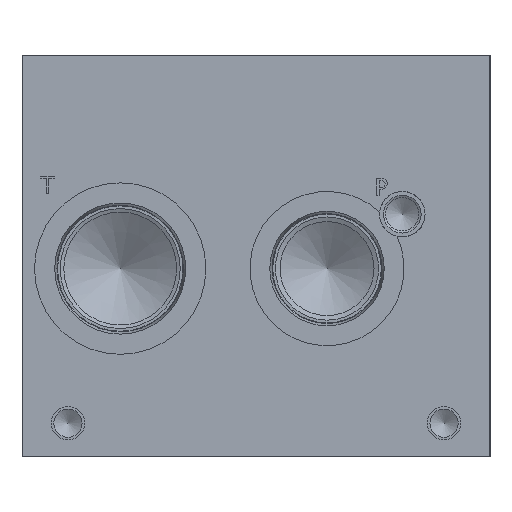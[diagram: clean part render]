
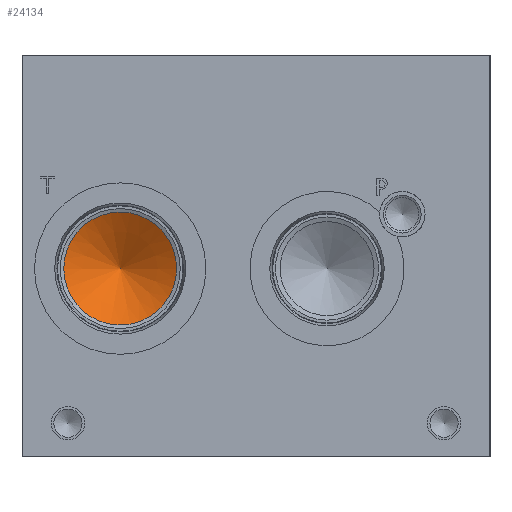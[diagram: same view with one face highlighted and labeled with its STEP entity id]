
A CAD part, left-side view. The second image highlights one B-rep face of the part: STEP entity #24134.
In plain terms, the highlighted conical face has half-angle 60 degrees and reference radius 10.719 mm.
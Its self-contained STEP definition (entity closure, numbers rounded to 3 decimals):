
#441=CONICAL_SURFACE('',#26061,10.719,1.047);
#1553=CIRCLE('',#26062,21.438);
#1554=CIRCLE('',#26063,21.438);
#3586=FACE_OUTER_BOUND('',#5046,.T.);
#5046=EDGE_LOOP('',(#21242,#21243,#21244,#21245));
#7131=LINE('',#41986,#9110);
#9110=VECTOR('',#31855,10.719);
#11458=VERTEX_POINT('',#41982);
#11459=VERTEX_POINT('',#41983);
#11460=VERTEX_POINT('',#41985);
#14799=EDGE_CURVE('',#11458,#11459,#1553,.T.);
#14800=EDGE_CURVE('',#11459,#11460,#7131,.T.);
#14801=EDGE_CURVE('',#11459,#11458,#1554,.T.);
#21242=ORIENTED_EDGE('',*,*,#14799,.T.);
#21243=ORIENTED_EDGE('',*,*,#14800,.T.);
#21244=ORIENTED_EDGE('',*,*,#14800,.F.);
#21245=ORIENTED_EDGE('',*,*,#14801,.T.);
#24134=ADVANCED_FACE('',(#3586),#441,.F.);
#26061=AXIS2_PLACEMENT_3D('',#41981,#31851,#31852);
#26062=AXIS2_PLACEMENT_3D('',#41984,#31853,#31854);
#26063=AXIS2_PLACEMENT_3D('',#41987,#31856,#31857);
#31851=DIRECTION('center_axis',(-1.,0.,0.));
#31852=DIRECTION('ref_axis',(0.,1.,0.));
#31853=DIRECTION('center_axis',(-1.,0.,0.));
#31854=DIRECTION('ref_axis',(0.,1.,0.));
#31855=DIRECTION('',(0.5,0.866,0.));
#31856=DIRECTION('center_axis',(-1.,0.,0.));
#31857=DIRECTION('ref_axis',(0.,1.,0.));
#41981=CARTESIAN_POINT('Origin',(42.965,140.487,71.425));
#41982=CARTESIAN_POINT('',(36.776,161.925,71.425));
#41983=CARTESIAN_POINT('',(36.776,119.05,71.425));
#41984=CARTESIAN_POINT('Origin',(36.776,140.487,71.425));
#41985=CARTESIAN_POINT('',(49.153,140.487,71.425));
#41986=CARTESIAN_POINT('',(42.965,129.769,71.425));
#41987=CARTESIAN_POINT('Origin',(36.776,140.487,71.425));
